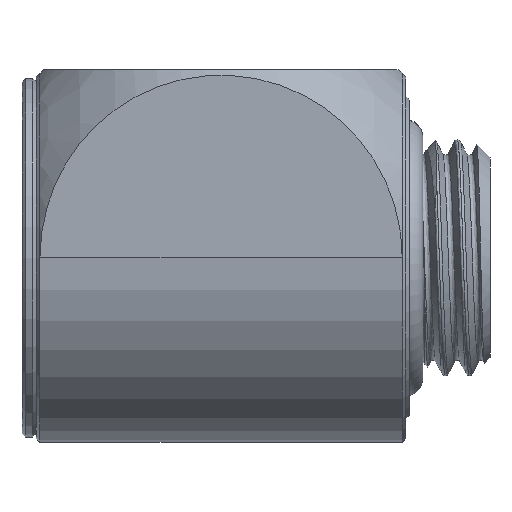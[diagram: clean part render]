
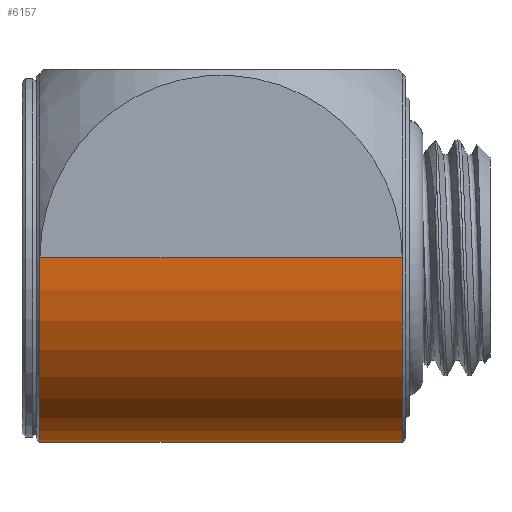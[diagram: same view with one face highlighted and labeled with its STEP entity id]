
A CAD part, left-side view. The second image highlights one B-rep face of the part: STEP entity #6157.
In plain terms, the highlighted cylindrical face has radius 10.3 mm (diameter 20.6 mm), a partial arc.
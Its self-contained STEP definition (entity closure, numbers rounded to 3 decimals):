
#123 = EDGE_CURVE ( 'NONE', #1314, #9396, #7507, .T. ) ;
#441 = AXIS2_PLACEMENT_3D ( 'NONE', #8248, #9709, #3317 ) ;
#1314 = VERTEX_POINT ( 'NONE', #14078 ) ;
#1553 = LINE ( 'NONE', #12928, #5268 ) ;
#1806 = CARTESIAN_POINT ( 'NONE',  ( -10.3, 0.4, 0. ) ) ;
#3038 = ORIENTED_EDGE ( 'NONE', *, *, #12472, .F. ) ;
#3317 = DIRECTION ( 'NONE',  ( 0., 0., -1. ) ) ;
#3661 = ORIENTED_EDGE ( 'NONE', *, *, #10763, .F. ) ;
#5162 = EDGE_LOOP ( 'NONE', ( #3661, #11583, #5223, #3038 ) ) ;
#5166 = DIRECTION ( 'NONE',  ( 0., 0., -1. ) ) ;
#5223 = ORIENTED_EDGE ( 'NONE', *, *, #9994, .T. ) ;
#5268 = VECTOR ( 'NONE', #15388, 1000. ) ;
#5306 = LINE ( 'NONE', #12825, #9975 ) ;
#6157 = ADVANCED_FACE ( 'NONE', ( #11224 ), #14994, .T. ) ;
#6583 = CARTESIAN_POINT ( 'NONE',  ( 0., 20.6, -10.3 ) ) ;
#7099 = AXIS2_PLACEMENT_3D ( 'NONE', #12452, #8844, #5166 ) ;
#7507 = CIRCLE ( 'NONE', #441, 10.3 ) ;
#8248 = CARTESIAN_POINT ( 'NONE',  ( 0., 0.4, 0. ) ) ;
#8844 = DIRECTION ( 'NONE',  ( 0., 1., 0. ) ) ;
#9396 = VERTEX_POINT ( 'NONE', #1806 ) ;
#9509 = CARTESIAN_POINT ( 'NONE',  ( -10.3, 20.6, 0. ) ) ;
#9709 = DIRECTION ( 'NONE',  ( 0., 1., 0. ) ) ;
#9975 = VECTOR ( 'NONE', #12740, 1000. ) ;
#9994 = EDGE_CURVE ( 'NONE', #9396, #11646, #1553, .T. ) ;
#10763 = EDGE_CURVE ( 'NONE', #1314, #14987, #5306, .T. ) ;
#11224 = FACE_OUTER_BOUND ( 'NONE', #5162, .T. ) ;
#11565 = AXIS2_PLACEMENT_3D ( 'NONE', #15571, #14423, #14185 ) ;
#11583 = ORIENTED_EDGE ( 'NONE', *, *, #123, .T. ) ;
#11646 = VERTEX_POINT ( 'NONE', #9509 ) ;
#12452 = CARTESIAN_POINT ( 'NONE',  ( 0., 0.2, 0. ) ) ;
#12472 = EDGE_CURVE ( 'NONE', #14987, #11646, #14706, .T. ) ;
#12740 = DIRECTION ( 'NONE',  ( 0., 1., 0. ) ) ;
#12825 = CARTESIAN_POINT ( 'NONE',  ( 0., 0.2, -10.3 ) ) ;
#12928 = CARTESIAN_POINT ( 'NONE',  ( -10.3, 0.2, 0. ) ) ;
#14078 = CARTESIAN_POINT ( 'NONE',  ( 0., 0.4, -10.3 ) ) ;
#14185 = DIRECTION ( 'NONE',  ( 0., 0., -1. ) ) ;
#14423 = DIRECTION ( 'NONE',  ( 0., 1., 0. ) ) ;
#14706 = CIRCLE ( 'NONE', #11565, 10.3 ) ;
#14987 = VERTEX_POINT ( 'NONE', #6583 ) ;
#14994 = CYLINDRICAL_SURFACE ( 'NONE', #7099, 10.3 ) ;
#15388 = DIRECTION ( 'NONE',  ( 0., 1., 0. ) ) ;
#15571 = CARTESIAN_POINT ( 'NONE',  ( 0., 20.6, 0. ) ) ;
